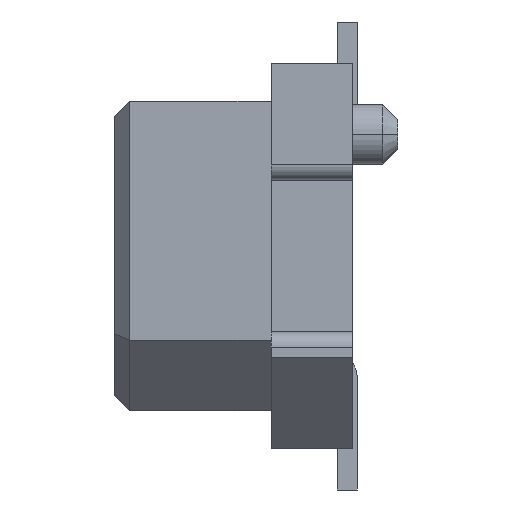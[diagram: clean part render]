
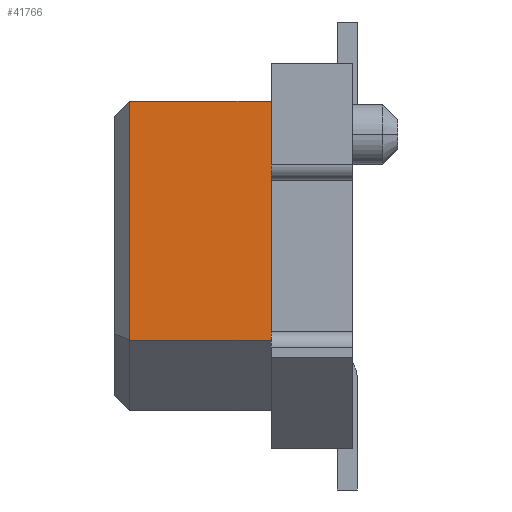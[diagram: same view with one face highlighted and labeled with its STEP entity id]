
A CAD part, left-side view. The second image highlights one B-rep face of the part: STEP entity #41766.
In plain terms, the highlighted planar face has unit normal (-1, 0, 0).
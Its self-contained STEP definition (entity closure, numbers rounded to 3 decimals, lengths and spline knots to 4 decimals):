
#1481=DIRECTION('',(0.,0.,1.));
#1482=VECTOR('',#1481,2.36);
#1483=CARTESIAN_POINT('',(-13.4,2.2,-0.83));
#1484=LINE('',#1483,#1482);
#1485=DIRECTION('',(0.,0.,-1.));
#1486=VECTOR('',#1485,2.36);
#1487=CARTESIAN_POINT('',(-13.4,0.8,1.53));
#1488=LINE('',#1487,#1486);
#1489=DIRECTION('',(0.,1.,0.));
#1490=VECTOR('',#1489,1.4);
#1491=CARTESIAN_POINT('',(-13.4,0.8,-0.83));
#1492=LINE('',#1491,#1490);
#1505=DIRECTION('',(0.,1.,0.));
#1506=VECTOR('',#1505,1.4);
#1507=CARTESIAN_POINT('',(-13.4,0.8,1.53));
#1508=LINE('',#1507,#1506);
#32008=CARTESIAN_POINT('',(-13.4,0.8,1.53));
#32010=VERTEX_POINT('',#32008);
#32017=CARTESIAN_POINT('',(-13.4,0.8,-0.83));
#32018=VERTEX_POINT('',#32017);
#33283=CARTESIAN_POINT('',(-13.4,2.2,1.53));
#33284=VERTEX_POINT('',#33283);
#33285=CARTESIAN_POINT('',(-13.4,2.2,-0.83));
#33286=VERTEX_POINT('',#33285);
#41754=CARTESIAN_POINT('',(-13.4,1.5,0.35));
#41755=DIRECTION('',(1.,0.,0.));
#41756=DIRECTION('',(0.,0.,-1.));
#41757=AXIS2_PLACEMENT_3D('',#41754,#41755,#41756);
#41758=PLANE('',#41757);
#41759=ORIENTED_EDGE('',*,*,#41637,.T.);
#41761=ORIENTED_EDGE('',*,*,#41760,.F.);
#41762=ORIENTED_EDGE('',*,*,#38616,.T.);
#41763=ORIENTED_EDGE('',*,*,#41746,.T.);
#41764=EDGE_LOOP('',(#41759,#41761,#41762,#41763));
#41765=FACE_OUTER_BOUND('',#41764,.F.);
#41766=ADVANCED_FACE('',(#41765),#41758,.F.);
#38616=EDGE_CURVE('',#32010,#32018,#1488,.T.);
#41637=EDGE_CURVE('',#33286,#33284,#1484,.T.);
#41746=EDGE_CURVE('',#32018,#33286,#1492,.T.);
#41760=EDGE_CURVE('',#32010,#33284,#1508,.T.);
